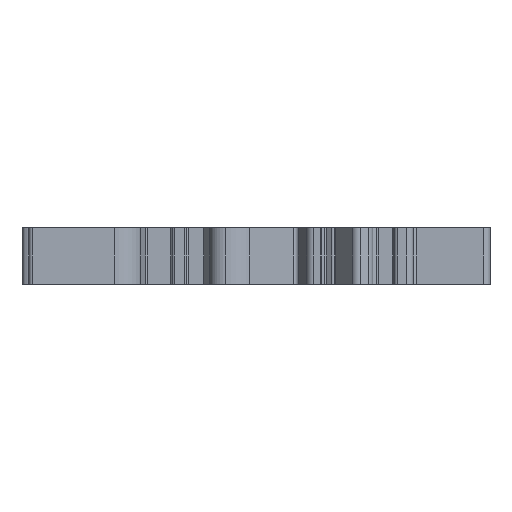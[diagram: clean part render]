
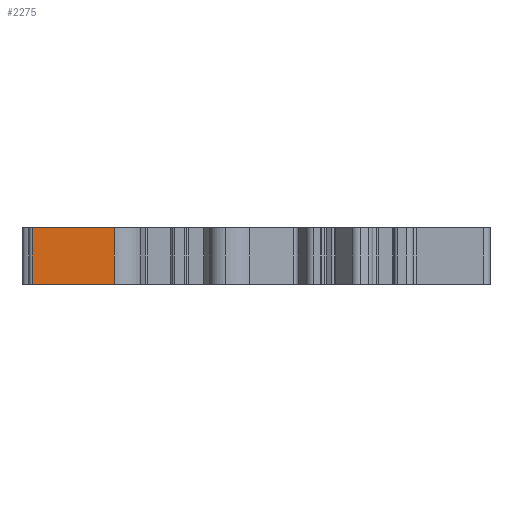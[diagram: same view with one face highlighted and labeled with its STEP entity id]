
A CAD part, front view. The second image highlights one B-rep face of the part: STEP entity #2275.
In plain terms, the highlighted planar face has unit normal (0, -1, 0).
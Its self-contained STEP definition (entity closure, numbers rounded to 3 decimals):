
#557=LINE('',#12297,#1408);
#677=LINE('',#12755,#1528);
#911=LINE('',#13502,#1766);
#912=LINE('',#13504,#1767);
#1408=VECTOR('',#9725,1.);
#1528=VECTOR('',#10047,1.);
#1766=VECTOR('',#10669,1.);
#1767=VECTOR('',#10672,1.);
#2275=ADVANCED_FACE('',(#2953),#2679,.F.);
#2679=PLANE('',#9097);
#2953=FACE_OUTER_BOUND('',#3402,.T.);
#3402=EDGE_LOOP('',(#4639,#4640,#4641,#4642));
#4639=ORIENTED_EDGE('',*,*,#7529,.T.);
#4640=ORIENTED_EDGE('',*,*,#7899,.F.);
#4641=ORIENTED_EDGE('',*,*,#7305,.F.);
#4642=ORIENTED_EDGE('',*,*,#7898,.T.);
#6441=VERTEX_POINT('',#12296);
#6442=VERTEX_POINT('',#12298);
#6662=VERTEX_POINT('',#12754);
#6663=VERTEX_POINT('',#12756);
#7305=EDGE_CURVE('',#6441,#6442,#557,.T.);
#7529=EDGE_CURVE('',#6663,#6662,#677,.T.);
#7898=EDGE_CURVE('',#6441,#6663,#911,.T.);
#7899=EDGE_CURVE('',#6442,#6662,#912,.T.);
#9097=AXIS2_PLACEMENT_3D('',#13505,#10673,#10674);
#9725=DIRECTION('',(1.,0.,0.));
#10047=DIRECTION('',(1.,0.,0.));
#10669=DIRECTION('',(0.,0.,-1.));
#10672=DIRECTION('',(0.,0.,-1.));
#10673=DIRECTION('',(0.,1.,0.));
#10674=DIRECTION('',(-1.,0.,0.));
#12296=CARTESIAN_POINT('',(96.869,49.811,12.618));
#12297=CARTESIAN_POINT('',(96.869,49.811,12.618));
#12298=CARTESIAN_POINT('',(108.605,49.811,12.618));
#12754=CARTESIAN_POINT('',(108.605,49.811,4.517));
#12755=CARTESIAN_POINT('',(96.869,49.811,4.517));
#12756=CARTESIAN_POINT('',(96.869,49.811,4.517));
#13502=CARTESIAN_POINT('',(96.869,49.811,12.618));
#13504=CARTESIAN_POINT('',(108.605,49.811,12.618));
#13505=CARTESIAN_POINT('',(96.869,49.811,12.618));
